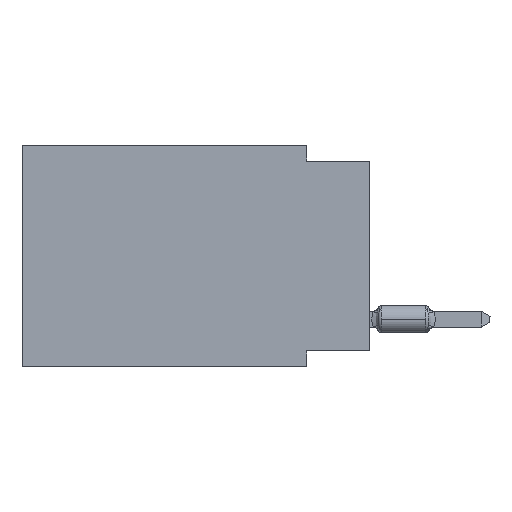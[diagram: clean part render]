
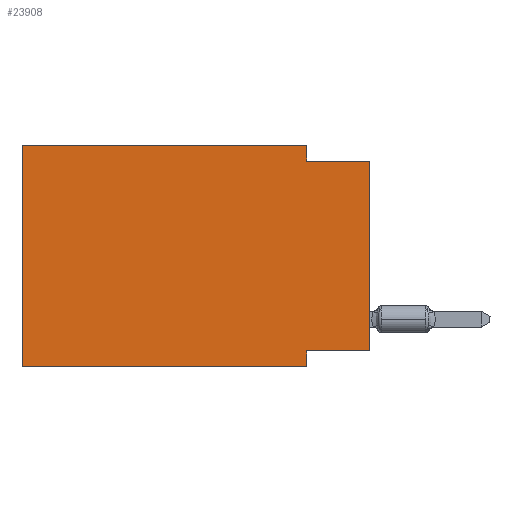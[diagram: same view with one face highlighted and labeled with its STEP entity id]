
A CAD part, left-side view. The second image highlights one B-rep face of the part: STEP entity #23908.
In plain terms, the highlighted planar face has unit normal (-1, 0, 0).
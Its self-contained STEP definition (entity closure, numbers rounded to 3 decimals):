
#1064 = DIRECTION ( 'NONE',  ( 0., -1., 0. ) ) ;
#1089 = VERTEX_POINT ( 'NONE', #11147 ) ;
#2206 = DIRECTION ( 'NONE',  ( 0., 1., 0. ) ) ;
#2283 = CARTESIAN_POINT ( 'NONE',  ( 0., 2.54, -0.635 ) ) ;
#2763 = ORIENTED_EDGE ( 'NONE', *, *, #33521, .T. ) ;
#3180 = DIRECTION ( 'NONE',  ( 0., 0., -1. ) ) ;
#3579 = ORIENTED_EDGE ( 'NONE', *, *, #7716, .F. ) ;
#4123 = VERTEX_POINT ( 'NONE', #25585 ) ;
#4303 = CARTESIAN_POINT ( 'NONE',  ( 0., 2.54, -8.89 ) ) ;
#4589 = DIRECTION ( 'NONE',  ( 0., 0., 1. ) ) ;
#4778 = VERTEX_POINT ( 'NONE', #2283 ) ;
#5078 = EDGE_CURVE ( 'NONE', #4123, #4778, #32026, .T. ) ;
#5197 = FACE_OUTER_BOUND ( 'NONE', #10807, .T. ) ;
#6010 = CARTESIAN_POINT ( 'NONE',  ( 0., 2.54, 0. ) ) ;
#6746 = LINE ( 'NONE', #9405, #28088 ) ;
#7231 = CARTESIAN_POINT ( 'NONE',  ( 0., 0., -0.635 ) ) ;
#7509 = CARTESIAN_POINT ( 'NONE',  ( 0., 2.54, -8.89 ) ) ;
#7542 = VECTOR ( 'NONE', #3180, 1000. ) ;
#7661 = PLANE ( 'NONE',  #22682 ) ;
#7716 = EDGE_CURVE ( 'NONE', #22375, #18293, #13655, .T. ) ;
#8507 = VECTOR ( 'NONE', #20656, 1000. ) ;
#9074 = CARTESIAN_POINT ( 'NONE',  ( 0., 13.97, -8.89 ) ) ;
#9405 = CARTESIAN_POINT ( 'NONE',  ( 0., 13.97, 0. ) ) ;
#10807 = EDGE_LOOP ( 'NONE', ( #2763, #30649, #29043, #22619, #3579, #16023, #22442, #32248 ) ) ;
#11147 = CARTESIAN_POINT ( 'NONE',  ( 0., 2.54, -8.255 ) ) ;
#12034 = EDGE_CURVE ( 'NONE', #4778, #12587, #36261, .T. ) ;
#12052 = CARTESIAN_POINT ( 'NONE',  ( 0., 13.97, -8.89 ) ) ;
#12587 = VERTEX_POINT ( 'NONE', #20426 ) ;
#12698 = EDGE_CURVE ( 'NONE', #18293, #4123, #6746, .T. ) ;
#13038 = DIRECTION ( 'NONE',  ( 0., 0., -1. ) ) ;
#13511 = VECTOR ( 'NONE', #15410, 1000. ) ;
#13655 = LINE ( 'NONE', #31297, #29800 ) ;
#15410 = DIRECTION ( 'NONE',  ( 0., -1., 0. ) ) ;
#15760 = EDGE_CURVE ( 'NONE', #1089, #15772, #18715, .T. ) ;
#15772 = VERTEX_POINT ( 'NONE', #7509 ) ;
#16023 = ORIENTED_EDGE ( 'NONE', *, *, #30165, .T. ) ;
#16230 = VECTOR ( 'NONE', #4589, 1000. ) ;
#16777 = DIRECTION ( 'NONE',  ( 0., 0., -1. ) ) ;
#18293 = VERTEX_POINT ( 'NONE', #33547 ) ;
#18715 = LINE ( 'NONE', #4303, #32111 ) ;
#19064 = DIRECTION ( 'NONE',  ( 1., 0., 0. ) ) ;
#20426 = CARTESIAN_POINT ( 'NONE',  ( 0., 0., -0.635 ) ) ;
#20656 = DIRECTION ( 'NONE',  ( 0., -1., 0. ) ) ;
#21027 = EDGE_CURVE ( 'NONE', #29370, #1089, #36914, .T. ) ;
#22375 = VERTEX_POINT ( 'NONE', #12052 ) ;
#22442 = ORIENTED_EDGE ( 'NONE', *, *, #15760, .F. ) ;
#22619 = ORIENTED_EDGE ( 'NONE', *, *, #12698, .F. ) ;
#22682 = AXIS2_PLACEMENT_3D ( 'NONE', #22847, #19064, #16777 ) ;
#22847 = CARTESIAN_POINT ( 'NONE',  ( 0., 13.97, 0. ) ) ;
#23771 = VECTOR ( 'NONE', #2206, 1000. ) ;
#23908 = ADVANCED_FACE ( 'NONE', ( #5197 ), #7661, .F. ) ;
#24798 = CARTESIAN_POINT ( 'NONE',  ( 0., 0., -8.255 ) ) ;
#25585 = CARTESIAN_POINT ( 'NONE',  ( 0., 2.54, 0. ) ) ;
#27190 = CARTESIAN_POINT ( 'NONE',  ( 0., 0., 0. ) ) ;
#27387 = LINE ( 'NONE', #27190, #16230 ) ;
#27527 = DIRECTION ( 'NONE',  ( 0., 0., 1. ) ) ;
#28088 = VECTOR ( 'NONE', #1064, 1000. ) ;
#29043 = ORIENTED_EDGE ( 'NONE', *, *, #5078, .F. ) ;
#29097 = CARTESIAN_POINT ( 'NONE',  ( 0., 0., -8.255 ) ) ;
#29370 = VERTEX_POINT ( 'NONE', #29097 ) ;
#29800 = VECTOR ( 'NONE', #27527, 1000. ) ;
#30165 = EDGE_CURVE ( 'NONE', #22375, #15772, #35082, .T. ) ;
#30649 = ORIENTED_EDGE ( 'NONE', *, *, #12034, .F. ) ;
#31297 = CARTESIAN_POINT ( 'NONE',  ( 0., 13.97, 0. ) ) ;
#32026 = LINE ( 'NONE', #6010, #7542 ) ;
#32111 = VECTOR ( 'NONE', #13038, 1000. ) ;
#32248 = ORIENTED_EDGE ( 'NONE', *, *, #21027, .F. ) ;
#33521 = EDGE_CURVE ( 'NONE', #29370, #12587, #27387, .T. ) ;
#33547 = CARTESIAN_POINT ( 'NONE',  ( 0., 13.97, 0. ) ) ;
#35082 = LINE ( 'NONE', #9074, #8507 ) ;
#36261 = LINE ( 'NONE', #7231, #13511 ) ;
#36914 = LINE ( 'NONE', #24798, #23771 ) ;
